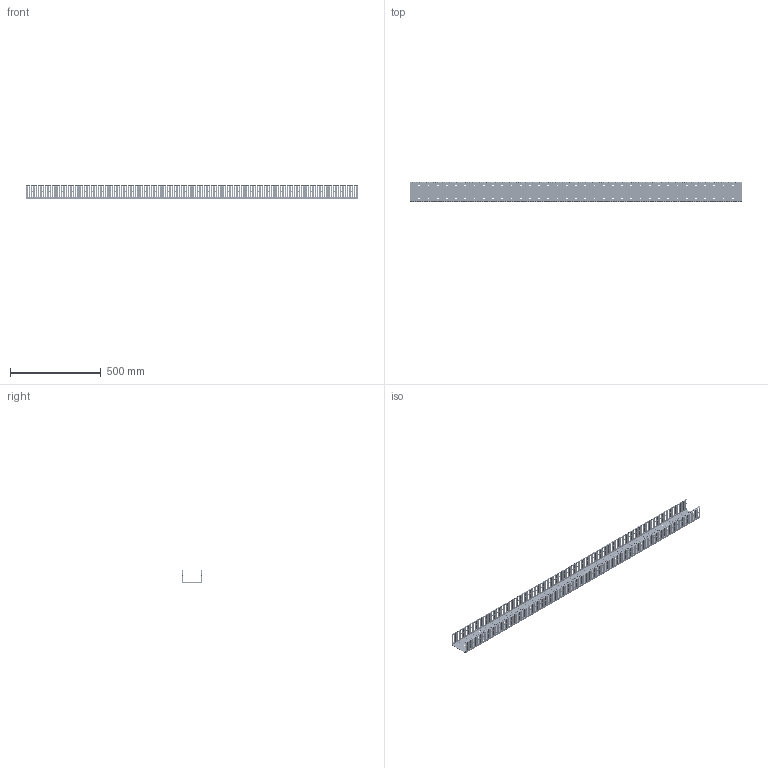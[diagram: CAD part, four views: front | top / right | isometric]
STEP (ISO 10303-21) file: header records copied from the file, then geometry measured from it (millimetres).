
FILE_DESCRIPTION(/* description */ (''),/* implementation_level */ '2;1');
FILE_NAME(/* name */ 'F4X3_3D_WEB.stp',/* time_stamp */ '2015-01-21T15:53:17-06:00',/* author */ (''),/* organization */ (''),/* preprocessor_version */ 'ST-DEVELOPER v11',/* originating_system */ 'SIEMENS PLM Software NX 7.5',/* authorisation */ '');
FILE_SCHEMA (('CONFIG_CONTROL_DESIGN'));
Products named in the file (1): bdkCC03jhfy
Bounding box: 1828.8 x 108.27 x 76 mm (x, y, z)
Volume: 923135.5 mm3; surface area: 888780.5 mm2
Topology: 1 solids, 1 shells, 9652 faces, 28950 edges, 19300 vertices
Faces by surface type: cylinder 5684, plane 3968
Entity records: 351032 total; most frequent: CARTESIAN_POINT 82041, ORIENTED_EDGE 57900, DIRECTION 57896, EDGE_CURVE 28950, AXIS2_PLACEMENT_3D 21021, VERTEX_POINT 19300, LINE 15854, VECTOR 15854
